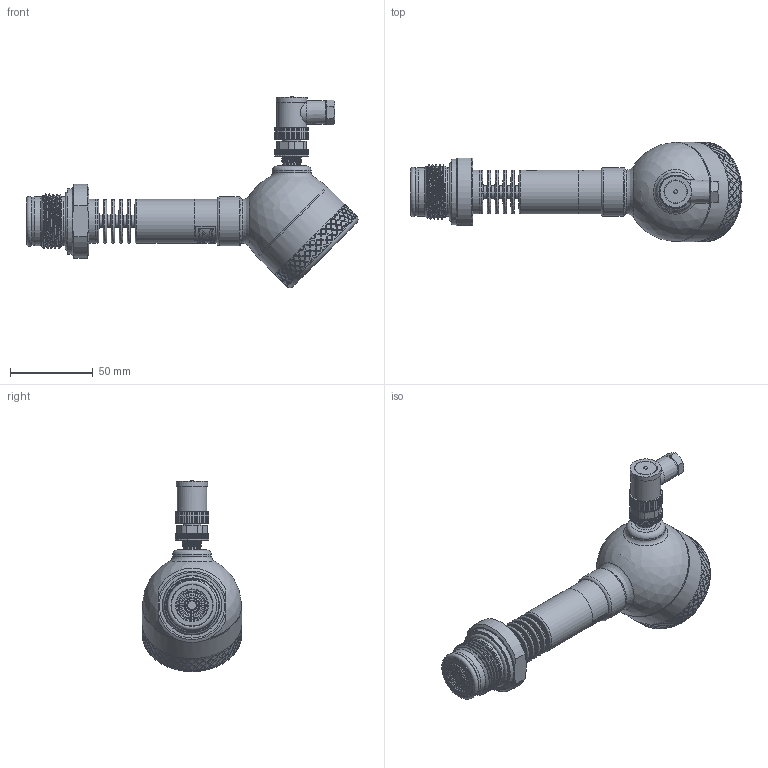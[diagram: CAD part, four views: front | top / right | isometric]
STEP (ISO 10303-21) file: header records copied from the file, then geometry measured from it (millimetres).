
FILE_DESCRIPTION(/* description */ (''),/* implementation_level */ '2;1');
FILE_NAME(/* name */ 'APZ3420sFH_G1-solidflush_radiator_2.step',/* time_stamp */ '2021-07-08T16:44:20+03:00',/* author */ (''),/* organization */ (''),/* preprocessor_version */ 'ST-DEVELOPER v18.1',/* originating_system */ 'Autodesk Translation Framework v10.9.0.1377',/* authorisation */ '');
FILE_SCHEMA (('AUTOMOTIVE_DESIGN { 1 0 10303 214 3 1 1 }'));
Length unit declared in the file: millimetre
Products named in the file (8): АПЗ 3420s заполненный 
+ полевой корпус; shell radiator; solidflush G1; Заполненный полевой 
корпус v13; Main body; Cover without display; M12x1 adapter; M12x1 female angular v10
Assembly tree (7 placements, depth 3):
  АПЗ 3420s заполненный 
+ полевой корпус
    shell radiator
    solidflush G1
    Заполненный полевой 
корпус v13
      Main body
      Cover without display
      M12x1 adapter
      M12x1 female angular v10
Bounding box: 200.92 x 60.1 x 115.69 mm (x, y, z)
Volume: 287325.3 mm3; surface area: 54787 mm2
Topology: 9 solids, 9 shells, 1662 faces, 4122 edges, 2736 vertices
Faces by surface type: bspline 906, cylinder 493, plane 184, torus 53, cone 24, sphere 2
Full cylindrical faces by diameter (mm): 1 x4, 2 x2, 7 x1, 7.183 x1, 7.5 x5, 8 x1, 9.3 x1, 9.471 x2, 10.5 x2, 10.741 x7, 11.035 x4, 11.156 x1, 11.884 x6, 12.152 x4, 13 x1, 18 x1, 19 x1, 19.7 x1, 21.6 x1, 21.767 x1, 22.4 x1, 22.5 x1, 23.6 x1, 24.5 x4, 25.437 x1, 26.5 x4, 29.5 x2, 29.6 x1, 30.291 x4, 35.6 x1
Entity records: 70463 total; most frequent: CARTESIAN_POINT 37625, ORIENTED_EDGE 8242, EDGE_CURVE 4121, DIRECTION 3913, VERTEX_POINT 2736, B_SPLINE_CURVE_WITH_KNOTS 2580, EDGE_LOOP 1929, FACE_OUTER_BOUND 1662
